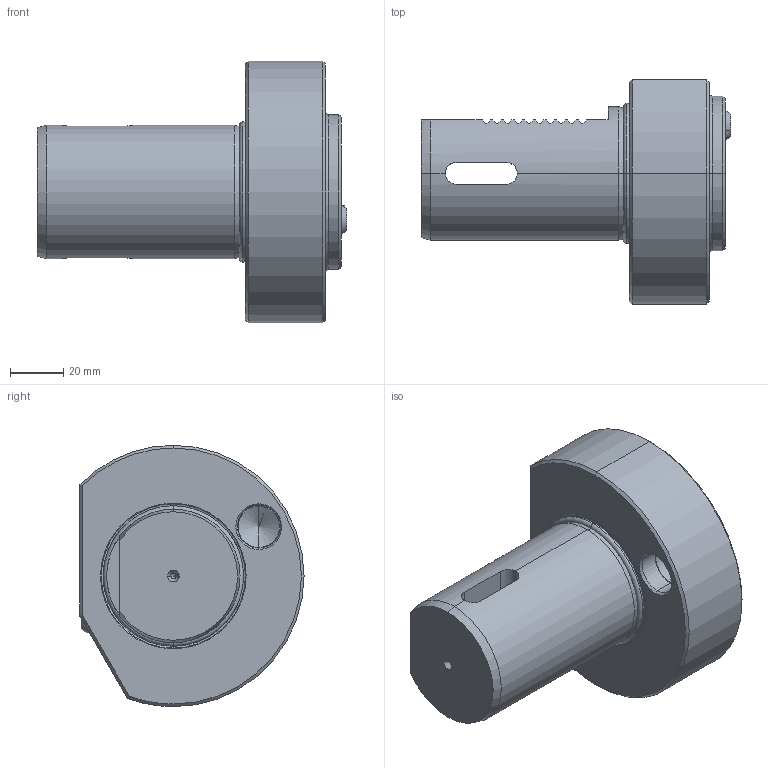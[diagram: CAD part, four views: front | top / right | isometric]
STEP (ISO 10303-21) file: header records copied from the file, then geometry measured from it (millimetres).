
FILE_DESCRIPTION (( 'STEP AP203' ), '1' );
FILE_NAME ('509.07.03.STEP', '2016-11-26T07:19:55', ( '' ), ( '' ), 'SwSTEP 2.0', 'SolidWorks 2012', '' );
FILE_SCHEMA (( 'CONFIG_CONTROL_DESIGN' ));
Length unit declared in the file: millimetre
Products named in the file (7): 509.07.03; 皿頭_M5; 出水銅嘴; 管螺文螺絲; VDI50       MA3; 8止水鉚珠; O型環48.7
Assembly tree (6 placements, depth 2):
  509.07.03
    VDI50       MA3
    8止水鉚珠
    O型環48.7
    出水銅嘴
    皿頭_M5
    管螺文螺絲
Bounding box: 116 x 84 x 98 mm (x, y, z)
Volume: 309704.1 mm3; surface area: 50618.9 mm2
Topology: 18 solids, 18 shells, 400 faces, 966 edges, 593 vertices
Faces by surface type: cone 167, cylinder 106, plane 73, bspline 34, torus 16, sphere 4
Entity records: 34195 total; most frequent: CARTESIAN_POINT 24958, ORIENTED_EDGE 1896, DIRECTION 1592, EDGE_CURVE 948, AXIS2_PLACEMENT_3D 608, VERTEX_POINT 587, EDGE_LOOP 419, FACE_OUTER_BOUND 400
